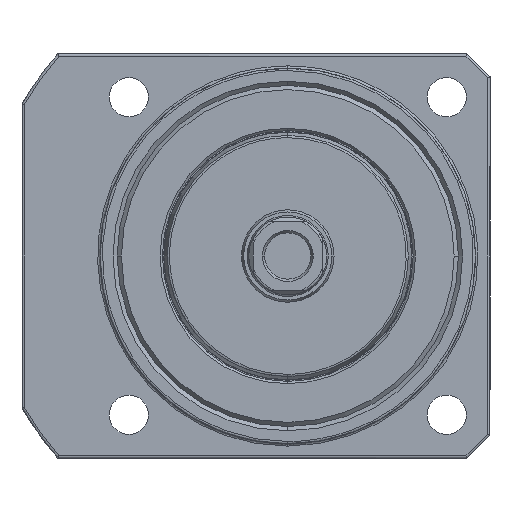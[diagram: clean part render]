
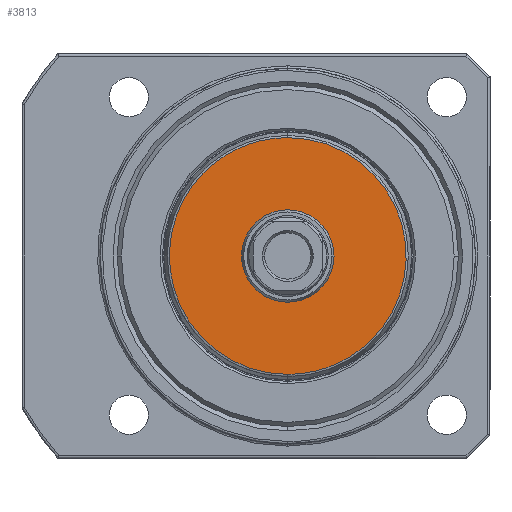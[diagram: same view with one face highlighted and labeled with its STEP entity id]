
A CAD part, front view. The second image highlights one B-rep face of the part: STEP entity #3813.
In plain terms, the highlighted planar face has unit normal (0, -1, 0).
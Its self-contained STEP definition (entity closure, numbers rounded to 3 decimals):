
#299 =( BOUNDED_CURVE ( )  B_SPLINE_CURVE ( 3, ( #3391, #3382, #3369, #3368 ),
 .UNSPECIFIED., .F., .T. ) 
 B_SPLINE_CURVE_WITH_KNOTS ( ( 4, 4 ),
 ( 0., 1. ),
 .UNSPECIFIED. ) 
 CURVE ( )  GEOMETRIC_REPRESENTATION_ITEM ( )  RATIONAL_B_SPLINE_CURVE ( ( 1., 0.333, 0.333, 1. ) ) 
 REPRESENTATION_ITEM ( '' )  );
#313 =( BOUNDED_CURVE ( )  B_SPLINE_CURVE ( 3, ( #3492, #3504, #3491, #3490 ),
 .UNSPECIFIED., .F., .T. ) 
 B_SPLINE_CURVE_WITH_KNOTS ( ( 4, 4 ),
 ( 0., 1. ),
 .UNSPECIFIED. ) 
 CURVE ( )  GEOMETRIC_REPRESENTATION_ITEM ( )  RATIONAL_B_SPLINE_CURVE ( ( 1., 0.333, 0.333, 1. ) ) 
 REPRESENTATION_ITEM ( '' )  );
#970 = CARTESIAN_POINT ( 'NONE',  ( 0., 0., -20.492 ) ) ;
#979 = CARTESIAN_POINT ( 'NONE',  ( 0., 0., 8. ) ) ;
#985 = CARTESIAN_POINT ( 'NONE',  ( 0., 0., 20.492 ) ) ;
#993 = CARTESIAN_POINT ( 'NONE',  ( 0., 0., -8. ) ) ;
#1349 = CIRCLE ( 'NONE', #7049, 8. ) ;
#2444 = VERTEX_POINT ( 'NONE', #993 ) ;
#2452 = VERTEX_POINT ( 'NONE', #985 ) ;
#2458 = VERTEX_POINT ( 'NONE', #979 ) ;
#2467 = VERTEX_POINT ( 'NONE', #970 ) ;
#2496 = EDGE_LOOP ( 'NONE', ( #6431, #6421 ) ) ;
#2503 = EDGE_LOOP ( 'NONE', ( #6409, #6410 ) ) ;
#3318 = DIRECTION ( 'NONE',  ( 0., 0., 1. ) ) ;
#3319 = DIRECTION ( 'NONE',  ( 0., -1., 0. ) ) ;
#3320 = CARTESIAN_POINT ( 'NONE',  ( 0., 0., 0. ) ) ;
#3368 = CARTESIAN_POINT ( 'NONE',  ( 0., 0., 20.492 ) ) ;
#3369 = CARTESIAN_POINT ( 'NONE',  ( -40.984, 0., 20.492 ) ) ;
#3382 = CARTESIAN_POINT ( 'NONE',  ( -40.984, 0., -20.492 ) ) ;
#3391 = CARTESIAN_POINT ( 'NONE',  ( 0., 0., -20.492 ) ) ;
#3490 = CARTESIAN_POINT ( 'NONE',  ( 0., 0., -20.492 ) ) ;
#3491 = CARTESIAN_POINT ( 'NONE',  ( 40.984, 0., -20.492 ) ) ;
#3492 = CARTESIAN_POINT ( 'NONE',  ( 0., 0., 20.492 ) ) ;
#3504 = CARTESIAN_POINT ( 'NONE',  ( 40.984, 0., 20.492 ) ) ;
#3813 = ADVANCED_FACE ( 'NONE', ( #4930, #4944 ), #4806, .F. ) ;
#4158 = EDGE_CURVE ( 'NONE', #2444, #2458, #4918, .T. ) ;
#4177 = EDGE_CURVE ( 'NONE', #2452, #2467, #313, .T. ) ;
#4220 = EDGE_CURVE ( 'NONE', #2467, #2452, #299, .T. ) ;
#4228 = EDGE_CURVE ( 'NONE', #2458, #2444, #1349, .T. ) ;
#4759 = DIRECTION ( 'NONE',  ( 0., 0., 1. ) ) ;
#4760 = DIRECTION ( 'NONE',  ( 0., -1., 0. ) ) ;
#4761 = CARTESIAN_POINT ( 'NONE',  ( 0., 0., 0. ) ) ;
#4803 = DIRECTION ( 'NONE',  ( 0., 0., 1. ) ) ;
#4804 = DIRECTION ( 'NONE',  ( 0., 1., 0. ) ) ;
#4806 = PLANE ( 'NONE',  #7010 ) ;
#4822 = CARTESIAN_POINT ( 'NONE',  ( 20.772, 0., 0. ) ) ;
#4918 = CIRCLE ( 'NONE', #7020, 8. ) ;
#4930 = FACE_OUTER_BOUND ( 'NONE', #2503, .T. ) ;
#4944 = FACE_BOUND ( 'NONE', #2496, .T. ) ;
#6409 = ORIENTED_EDGE ( 'NONE', *, *, #4177, .F. ) ;
#6410 = ORIENTED_EDGE ( 'NONE', *, *, #4220, .F. ) ;
#6421 = ORIENTED_EDGE ( 'NONE', *, *, #4158, .F. ) ;
#6431 = ORIENTED_EDGE ( 'NONE', *, *, #4228, .F. ) ;
#7010 = AXIS2_PLACEMENT_3D ( 'NONE', #4822, #4804, #4803 ) ;
#7020 = AXIS2_PLACEMENT_3D ( 'NONE', #4761, #4760, #4759 ) ;
#7049 = AXIS2_PLACEMENT_3D ( 'NONE', #3320, #3319, #3318 ) ;
